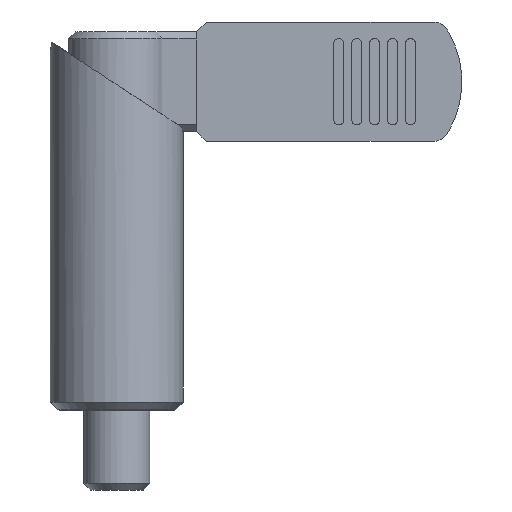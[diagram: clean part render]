
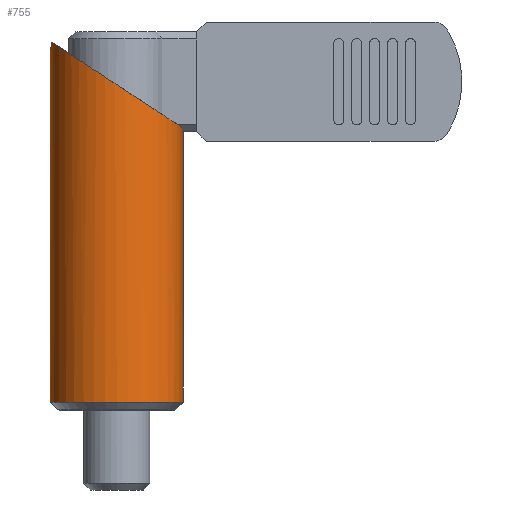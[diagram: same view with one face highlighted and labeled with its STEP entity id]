
A CAD part, front view. The second image highlights one B-rep face of the part: STEP entity #755.
In plain terms, the highlighted cylindrical face has radius 10 mm (diameter 20 mm), a partial arc.
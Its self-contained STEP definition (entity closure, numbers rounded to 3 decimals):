
#613=EDGE_CURVE('',#1165,#1011,#1631,.T.);
#699=VERTEX_POINT('',#1726);
#717=VERTEX_POINT('',#1747);
#755=ADVANCED_FACE('',(#1787),#1788,.T.);
#923=EDGE_CURVE('',#699,#1011,#1975,.T.);
#1011=VERTEX_POINT('',#2070);
#1045=EDGE_CURVE('',#699,#1055,#2106,.T.);
#1055=VERTEX_POINT('',#2116);
#1165=VERTEX_POINT('',#2241);
#1207=EDGE_CURVE('',#1165,#717,#2284,.T.);
#1515=EDGE_CURVE('',#717,#1055,#2639,.T.);
#1631=LINE('',#2782,#2783);
#1726=CARTESIAN_POINT('',(-10.,0.,1.25));
#1747=CARTESIAN_POINT('',(-9.805,-1.964,55.472));
#1787=FACE_OUTER_BOUND('',#2995,.T.);
#1788=CYLINDRICAL_SURFACE('',#2996,10.);
#1975=CIRCLE('',#3268,10.);
#2070=CARTESIAN_POINT('',(10.,0.,1.25));
#2106=LINE('',#3445,#3446);
#2116=CARTESIAN_POINT('',(-10.,0.,54.238));
#2241=CARTESIAN_POINT('',(10.,0.,42.5));
#2284=ELLIPSE('',#3682,11.954,10.);
#2639=B_SPLINE_CURVE_WITH_KNOTS('',3,(#4147,#4148,#4149,#4150,#4151,#4152,#4153,#4154,#4155,#4156,#4157,#4158,#4159,#4160),.UNSPECIFIED.,.F.,.F.,(4,2,2,2,2,2,4),(0.938,1.236,1.648,2.06,2.472,2.884,3.296),.UNSPECIFIED.);
#2782=CARTESIAN_POINT('',(10.,0.,28.425));
#2783=VECTOR('',#4265,1.0);
#2995=EDGE_LOOP('',(#4439,#4440,#4441,#4442,#4443));
#2996=AXIS2_PLACEMENT_3D('',#4444,#4445,#4446);
#3268=AXIS2_PLACEMENT_3D('',#4657,#4658,#4659);
#3445=CARTESIAN_POINT('',(-10.,0.,28.425));
#3446=VECTOR('',#4789,1.0);
#3682=AXIS2_PLACEMENT_3D('',#4988,#4989,#4990);
#4147=CARTESIAN_POINT('',(-9.805,-1.964,55.472));
#4148=CARTESIAN_POINT('',(-9.814,-1.919,55.378));
#4149=CARTESIAN_POINT('',(-9.824,-1.867,55.286));
#4150=CARTESIAN_POINT('',(-9.85,-1.729,55.082));
#4151=CARTESIAN_POINT('',(-9.865,-1.638,54.973));
#4152=CARTESIAN_POINT('',(-9.896,-1.445,54.779));
#4153=CARTESIAN_POINT('',(-9.911,-1.336,54.689));
#4154=CARTESIAN_POINT('',(-9.94,-1.098,54.529));
#4155=CARTESIAN_POINT('',(-9.954,-0.97,54.46));
#4156=CARTESIAN_POINT('',(-9.976,-0.701,54.348));
#4157=CARTESIAN_POINT('',(-9.985,-0.561,54.306));
#4158=CARTESIAN_POINT('',(-9.997,-0.279,54.251));
#4159=CARTESIAN_POINT('',(-10.,-0.137,54.238));
#4160=CARTESIAN_POINT('',(-10.,0.,54.238));
#4265=DIRECTION('',(0.,0.,-1.0));
#4439=ORIENTED_EDGE('',*,*,#1045,.F.);
#4440=ORIENTED_EDGE('',*,*,#923,.T.);
#4441=ORIENTED_EDGE('',*,*,#613,.F.);
#4442=ORIENTED_EDGE('',*,*,#1207,.T.);
#4443=ORIENTED_EDGE('',*,*,#1515,.T.);
#4444=CARTESIAN_POINT('',(0.,0.,28.425));
#4445=DIRECTION('',(0.,0.,-1.0));
#4446=DIRECTION('',(-1.0,0.,0.));
#4657=CARTESIAN_POINT('',(0.,0.,1.25));
#4658=DIRECTION('',(0.,0.,1.0));
#4659=DIRECTION('',(-1.0,0.,0.));
#4789=DIRECTION('',(0.,0.,1.0));
#4988=CARTESIAN_POINT('',(0.,0.,49.05));
#4989=DIRECTION('',(-0.548,0.,-0.837));
#4990=DIRECTION('',(-0.837,0.,0.548));
